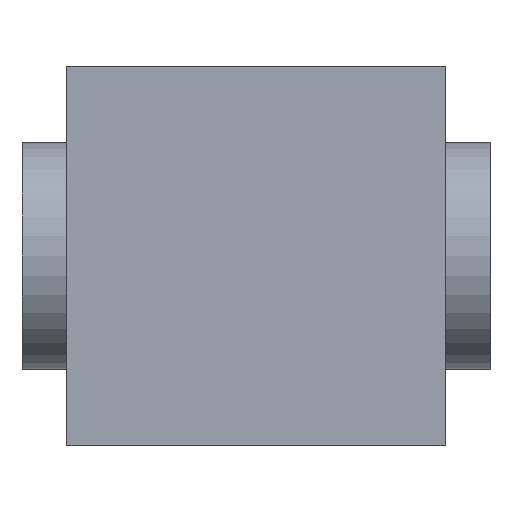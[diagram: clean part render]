
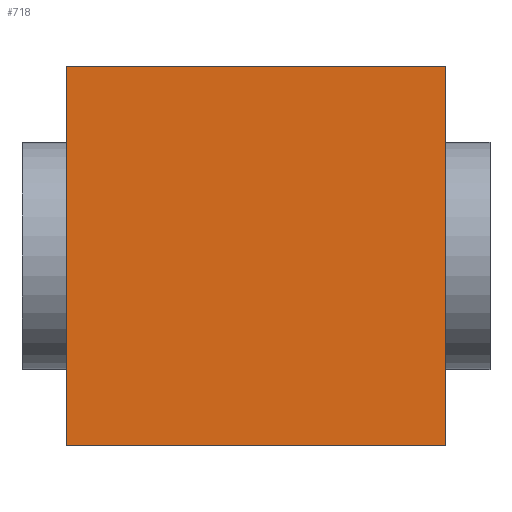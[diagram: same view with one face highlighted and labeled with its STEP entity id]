
A CAD part, left-side view. The second image highlights one B-rep face of the part: STEP entity #718.
In plain terms, the highlighted planar face has unit normal (-1, 0, 0).
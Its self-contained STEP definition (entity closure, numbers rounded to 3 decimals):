
#96 = VERTEX_POINT ( 'NONE', #449 ) ;
#106 = DIRECTION ( 'NONE',  ( 0., -1., 0. ) ) ;
#128 = ORIENTED_EDGE ( 'NONE', *, *, #1445, .F. ) ;
#129 = EDGE_CURVE ( 'NONE', #806, #96, #442, .T. ) ;
#207 = LINE ( 'NONE', #1199, #1434 ) ;
#245 = DIRECTION ( 'NONE',  ( 0., 0., -1. ) ) ;
#295 = ORIENTED_EDGE ( 'NONE', *, *, #129, .F. ) ;
#349 = LINE ( 'NONE', #1334, #771 ) ;
#358 = AXIS2_PLACEMENT_3D ( 'NONE', #1461, #1350, #245 ) ;
#379 = EDGE_CURVE ( 'NONE', #976, #806, #207, .T. ) ;
#418 = CARTESIAN_POINT ( 'NONE',  ( -68.5, 1.5, 1.5 ) ) ;
#436 = VERTEX_POINT ( 'NONE', #1097 ) ;
#442 = LINE ( 'NONE', #586, #777 ) ;
#449 = CARTESIAN_POINT ( 'NONE',  ( -68.5, -1.5, -1.5 ) ) ;
#469 = EDGE_LOOP ( 'NONE', ( #1485, #582, #128, #295 ) ) ;
#475 = DIRECTION ( 'NONE',  ( 0., 0., -1. ) ) ;
#488 = FACE_OUTER_BOUND ( 'NONE', #469, .T. ) ;
#501 = CARTESIAN_POINT ( 'NONE',  ( -68.5, -1.5, 1.5 ) ) ;
#536 = LINE ( 'NONE', #418, #1267 ) ;
#582 = ORIENTED_EDGE ( 'NONE', *, *, #856, .F. ) ;
#586 = CARTESIAN_POINT ( 'NONE',  ( -68.5, -1.5, 1.5 ) ) ;
#718 = ADVANCED_FACE ( 'NONE', ( #488 ), #1094, .F. ) ;
#771 = VECTOR ( 'NONE', #1218, 1000. ) ;
#777 = VECTOR ( 'NONE', #475, 1000. ) ;
#806 = VERTEX_POINT ( 'NONE', #501 ) ;
#856 = EDGE_CURVE ( 'NONE', #436, #976, #536, .T. ) ;
#917 = DIRECTION ( 'NONE',  ( 0., 0., 1. ) ) ;
#976 = VERTEX_POINT ( 'NONE', #1263 ) ;
#1094 = PLANE ( 'NONE',  #358 ) ;
#1097 = CARTESIAN_POINT ( 'NONE',  ( -68.5, 1.5, -1.5 ) ) ;
#1199 = CARTESIAN_POINT ( 'NONE',  ( -68.5, 1.5, 1.5 ) ) ;
#1218 = DIRECTION ( 'NONE',  ( 0., 1., 0. ) ) ;
#1263 = CARTESIAN_POINT ( 'NONE',  ( -68.5, 1.5, 1.5 ) ) ;
#1267 = VECTOR ( 'NONE', #917, 1000. ) ;
#1334 = CARTESIAN_POINT ( 'NONE',  ( -68.5, 1.5, -1.5 ) ) ;
#1350 = DIRECTION ( 'NONE',  ( 1., 0., 0. ) ) ;
#1434 = VECTOR ( 'NONE', #106, 1000. ) ;
#1445 = EDGE_CURVE ( 'NONE', #96, #436, #349, .T. ) ;
#1461 = CARTESIAN_POINT ( 'NONE',  ( -68.5, 0., 0. ) ) ;
#1485 = ORIENTED_EDGE ( 'NONE', *, *, #379, .F. ) ;
